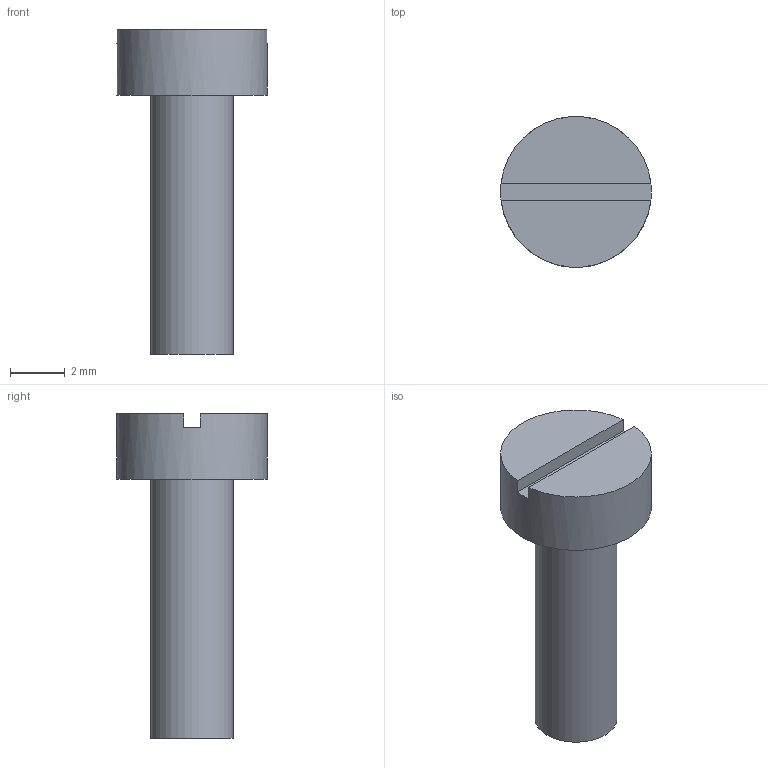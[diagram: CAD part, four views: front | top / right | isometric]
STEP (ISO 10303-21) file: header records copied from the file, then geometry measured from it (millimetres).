
FILE_DESCRIPTION(('FreeCAD Model'),'2;1');
FILE_NAME('M3x10-cyl.stp','2014-08-07T09:22:06',( 'FreeCAD'),('FreeCAD'),'Open CASCADE STEP processor 6.7','FreeCAD', 'Unknown');
FILE_SCHEMA(('AUTOMOTIVE_DESIGN_CC2 { 1 2 10303 214 -1 1 5 4 }'));
Length unit declared in the file: millimetre
Products named in the file (1): M3x10-cyl
Bounding box: 5.5 x 5.5 x 11.83 mm (x, y, z)
Volume: 121.7 mm3; surface area: 182.6 mm2
Topology: 1 solids, 1 shells, 9 faces, 18 edges, 12 vertices
Faces by surface type: plane 7, cylinder 2
Full cylindrical faces by diameter (mm): 3 x1, 5.5 x1
Entity records: 487 total; most frequent: CARTESIAN_POINT 84, DIRECTION 74, ORIENTED_EDGE 36, PCURVE 36, DEFINITIONAL_REPRESENTATION 36, LINE 30, VECTOR 30, AXIS2_PLACEMENT_3D 18
